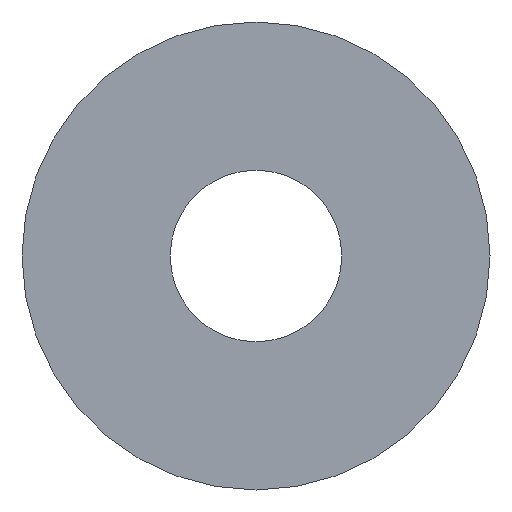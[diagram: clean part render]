
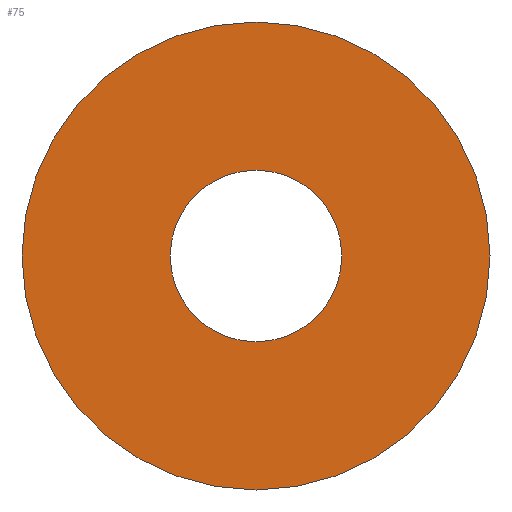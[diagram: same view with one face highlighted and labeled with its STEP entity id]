
A CAD part, front view. The second image highlights one B-rep face of the part: STEP entity #75.
In plain terms, the highlighted planar face has unit normal (0, -1, 0).
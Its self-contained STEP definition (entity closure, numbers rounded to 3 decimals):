
#34=CARTESIAN_POINT('Axis2P3D Location',(0.,-12.,30.)) ;
#39=CARTESIAN_POINT('Axis2P3D Location',(0.,-12.,0.)) ;
#43=CARTESIAN_POINT('Vertex',(0.,-12.,30.)) ;
#45=CARTESIAN_POINT('Vertex',(0.,-12.,-30.)) ;
#48=CARTESIAN_POINT('Axis2P3D Location',(0.,-12.,0.)) ;
#57=CARTESIAN_POINT('Axis2P3D Location',(0.,-12.,0.)) ;
#61=CARTESIAN_POINT('Vertex',(0.,-12.,-11.)) ;
#63=CARTESIAN_POINT('Vertex',(0.,-12.,11.)) ;
#66=CARTESIAN_POINT('Axis2P3D Location',(0.,-12.,0.)) ;
#35=DIRECTION('Axis2P3D Direction',(0.,1.,0.)) ;
#36=DIRECTION('Axis2P3D XDirection',(1.,-0.,0.)) ;
#40=DIRECTION('Axis2P3D Direction',(0.,1.,0.)) ;
#49=DIRECTION('Axis2P3D Direction',(0.,1.,0.)) ;
#58=DIRECTION('Axis2P3D Direction',(0.,1.,0.)) ;
#67=DIRECTION('Axis2P3D Direction',(0.,1.,0.)) ;
#37=AXIS2_PLACEMENT_3D('Plane Axis2P3D',#34,#35,#36) ;
#41=AXIS2_PLACEMENT_3D('Circle Axis2P3D',#39,#40,$) ;
#50=AXIS2_PLACEMENT_3D('Circle Axis2P3D',#48,#49,$) ;
#59=AXIS2_PLACEMENT_3D('Circle Axis2P3D',#57,#58,$) ;
#68=AXIS2_PLACEMENT_3D('Circle Axis2P3D',#66,#67,$) ;
#47=EDGE_CURVE('',#44,#46,#42,.T.) ;
#52=EDGE_CURVE('',#46,#44,#51,.T.) ;
#65=EDGE_CURVE('',#62,#64,#60,.T.) ;
#70=EDGE_CURVE('',#64,#62,#69,.T.) ;
#38=PLANE('',#37) ;
#74=FACE_BOUND('',#71,.T.) ;
#54=ORIENTED_EDGE('',*,*,#47,.F.) ;
#55=ORIENTED_EDGE('',*,*,#52,.F.) ;
#72=ORIENTED_EDGE('',*,*,#65,.T.) ;
#73=ORIENTED_EDGE('',*,*,#70,.T.) ;
#75=ADVANCED_FACE('Corps principal',(#56,#74),#38,.F.) ;
#42=CIRCLE('generated circle',#41,30.) ;
#51=CIRCLE('generated circle',#50,30.) ;
#60=CIRCLE('generated circle',#59,11.) ;
#69=CIRCLE('generated circle',#68,11.) ;
#53=EDGE_LOOP('',(#54,#55)) ;
#71=EDGE_LOOP('',(#72,#73)) ;
#56=FACE_OUTER_BOUND('',#53,.T.) ;
#44=VERTEX_POINT('',#43) ;
#46=VERTEX_POINT('',#45) ;
#62=VERTEX_POINT('',#61) ;
#64=VERTEX_POINT('',#63) ;
